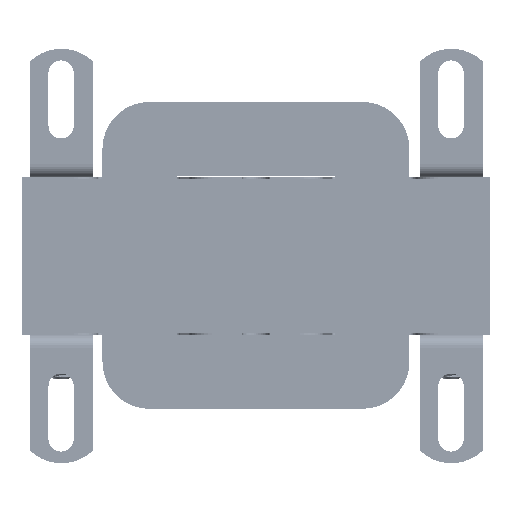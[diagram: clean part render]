
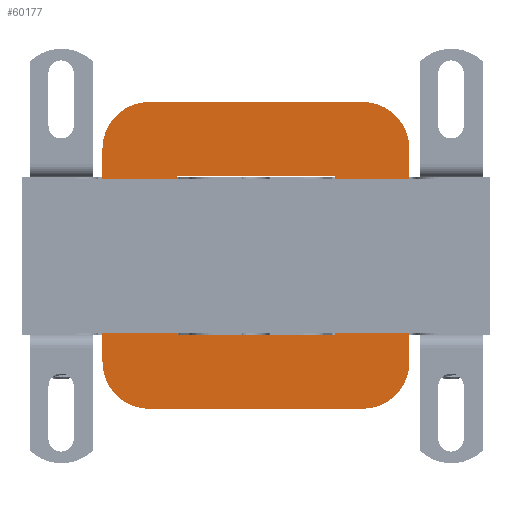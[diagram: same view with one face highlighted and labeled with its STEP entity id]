
A CAD part, front view. The second image highlights one B-rep face of the part: STEP entity #60177.
In plain terms, the highlighted face is planar.
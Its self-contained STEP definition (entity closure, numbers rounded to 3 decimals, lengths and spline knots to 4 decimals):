
#519=FACE_BOUND('',#8541,.T.);
#1357=PLANE('',#64065);
#5099=FACE_OUTER_BOUND('',#8540,.T.);
#8540=EDGE_LOOP('',(#44391,#44392,#44393,#44394,#44395,#44396,#44397,#44398));
#8541=EDGE_LOOP('',(#44399,#44400,#44401,#44402));
#12171=CIRCLE('',#64017,0.375);
#12172=CIRCLE('',#64020,0.375);
#12191=CIRCLE('',#64055,0.375);
#12192=CIRCLE('',#64058,0.375);
#14433=LINE('',#135131,#20338);
#14437=LINE('',#135140,#20342);
#14463=LINE('',#135233,#20368);
#14466=LINE('',#135240,#20371);
#14470=LINE('',#135251,#20375);
#14473=LINE('',#135257,#20378);
#14478=LINE('',#135268,#20383);
#14479=LINE('',#135269,#20384);
#20338=VECTOR('',#70686,0.3937);
#20342=VECTOR('',#70696,0.3937);
#20368=VECTOR('',#70792,0.3937);
#20371=VECTOR('',#70801,0.3937);
#20375=VECTOR('',#70811,0.3937);
#20378=VECTOR('',#70816,0.3937);
#20383=VECTOR('',#70831,0.3937);
#20384=VECTOR('',#70832,0.3937);
#26954=VERTEX_POINT('',#135128);
#26955=VERTEX_POINT('',#135130);
#26956=VERTEX_POINT('',#135134);
#26957=VERTEX_POINT('',#135138);
#26958=VERTEX_POINT('',#135142);
#26988=VERTEX_POINT('',#135230);
#26989=VERTEX_POINT('',#135232);
#26990=VERTEX_POINT('',#135238);
#26991=VERTEX_POINT('',#135244);
#26994=VERTEX_POINT('',#135249);
#26995=VERTEX_POINT('',#135253);
#26997=VERTEX_POINT('',#135267);
#33489=EDGE_CURVE('',#26954,#26955,#14433,.T.);
#33492=EDGE_CURVE('',#26956,#26954,#12171,.T.);
#33494=EDGE_CURVE('',#26957,#26956,#14437,.T.);
#33496=EDGE_CURVE('',#26958,#26957,#12172,.T.);
#33539=EDGE_CURVE('',#26988,#26989,#14463,.T.);
#33541=EDGE_CURVE('',#26955,#26988,#12191,.T.);
#33543=EDGE_CURVE('',#26990,#26958,#14466,.T.);
#33544=EDGE_CURVE('',#26989,#26990,#12192,.T.);
#33548=EDGE_CURVE('',#26991,#26994,#14470,.T.);
#33551=EDGE_CURVE('',#26995,#26991,#14473,.T.);
#33556=EDGE_CURVE('',#26994,#26997,#14478,.T.);
#33557=EDGE_CURVE('',#26997,#26995,#14479,.T.);
#44391=ORIENTED_EDGE('',*,*,#33544,.F.);
#44392=ORIENTED_EDGE('',*,*,#33539,.F.);
#44393=ORIENTED_EDGE('',*,*,#33541,.F.);
#44394=ORIENTED_EDGE('',*,*,#33489,.F.);
#44395=ORIENTED_EDGE('',*,*,#33492,.F.);
#44396=ORIENTED_EDGE('',*,*,#33494,.F.);
#44397=ORIENTED_EDGE('',*,*,#33496,.F.);
#44398=ORIENTED_EDGE('',*,*,#33543,.F.);
#44399=ORIENTED_EDGE('',*,*,#33556,.T.);
#44400=ORIENTED_EDGE('',*,*,#33557,.T.);
#44401=ORIENTED_EDGE('',*,*,#33551,.T.);
#44402=ORIENTED_EDGE('',*,*,#33548,.T.);
#60177=ADVANCED_FACE('',(#5099,#519),#1357,.F.);
#64017=AXIS2_PLACEMENT_3D('',#135136,#70691,#70692);
#64020=AXIS2_PLACEMENT_3D('',#135144,#70700,#70701);
#64055=AXIS2_PLACEMENT_3D('',#135236,#70796,#70797);
#64058=AXIS2_PLACEMENT_3D('',#135242,#70804,#70805);
#64065=AXIS2_PLACEMENT_3D('',#135266,#70829,#70830);
#70686=DIRECTION('',(0.,0.,1.));
#70691=DIRECTION('center_axis',(1.,0.,0.));
#70692=DIRECTION('ref_axis',(0.,0.,
-1.));
#70696=DIRECTION('',(0.,1.,0.));
#70700=DIRECTION('center_axis',(1.,0.,0.));
#70701=DIRECTION('ref_axis',(0.,-1.,0.));
#70792=DIRECTION('',(0.,-1.,0.));
#70796=DIRECTION('center_axis',(1.,0.,0.));
#70797=DIRECTION('ref_axis',(0.,1.,0.));
#70801=DIRECTION('',(0.,0.,-1.));
#70804=DIRECTION('center_axis',(1.,0.,0.));
#70805=DIRECTION('ref_axis',(0.,0.,
1.));
#70811=DIRECTION('',(0.,0.,-1.));
#70816=DIRECTION('',(0.,-1.,0.));
#70829=DIRECTION('center_axis',(1.,0.,0.));
#70830=DIRECTION('ref_axis',(0.,-1.,0.));
#70831=DIRECTION('',(0.,1.,0.));
#70832=DIRECTION('',(0.,0.,1.));
#135128=CARTESIAN_POINT('',(-0.92,3.1594,-0.855));
#135130=CARTESIAN_POINT('',(-0.92,3.1594,0.855));
#135131=CARTESIAN_POINT('',(-0.92,3.1594,-0.855));
#135134=CARTESIAN_POINT('',(-0.92,2.7844,-1.23));
#135136=CARTESIAN_POINT('Origin',(-0.92,2.7844,-0.855));
#135138=CARTESIAN_POINT('',(-0.92,1.0744,-1.23));
#135140=CARTESIAN_POINT('',(-0.92,1.0744,-1.23));
#135142=CARTESIAN_POINT('',(-0.92,0.6994,-0.855));
#135144=CARTESIAN_POINT('Origin',(-0.92,1.0744,-0.855));
#135230=CARTESIAN_POINT('',(-0.92,2.7844,1.23));
#135232=CARTESIAN_POINT('',(-0.92,1.0744,1.23));
#135233=CARTESIAN_POINT('',(-0.92,2.7844,1.23));
#135236=CARTESIAN_POINT('Origin',(-0.92,2.7844,0.855));
#135238=CARTESIAN_POINT('',(-0.92,0.6994,0.855));
#135240=CARTESIAN_POINT('',(-0.92,0.6994,0.855));
#135242=CARTESIAN_POINT('Origin',(-0.92,1.0744,0.855));
#135244=CARTESIAN_POINT('',(-0.92,1.2944,0.635));
#135249=CARTESIAN_POINT('',(-0.92,1.2944,-0.635));
#135251=CARTESIAN_POINT('',(-0.92,1.2944,0.635));
#135253=CARTESIAN_POINT('',(-0.92,2.5644,0.635));
#135257=CARTESIAN_POINT('',(-0.92,2.5644,0.635));
#135266=CARTESIAN_POINT('Origin',(-0.92,1.9294,0.));
#135267=CARTESIAN_POINT('',(-0.92,2.5644,-0.635));
#135268=CARTESIAN_POINT('',(-0.92,1.2944,-0.635));
#135269=CARTESIAN_POINT('',(-0.92,2.5644,-0.635));
